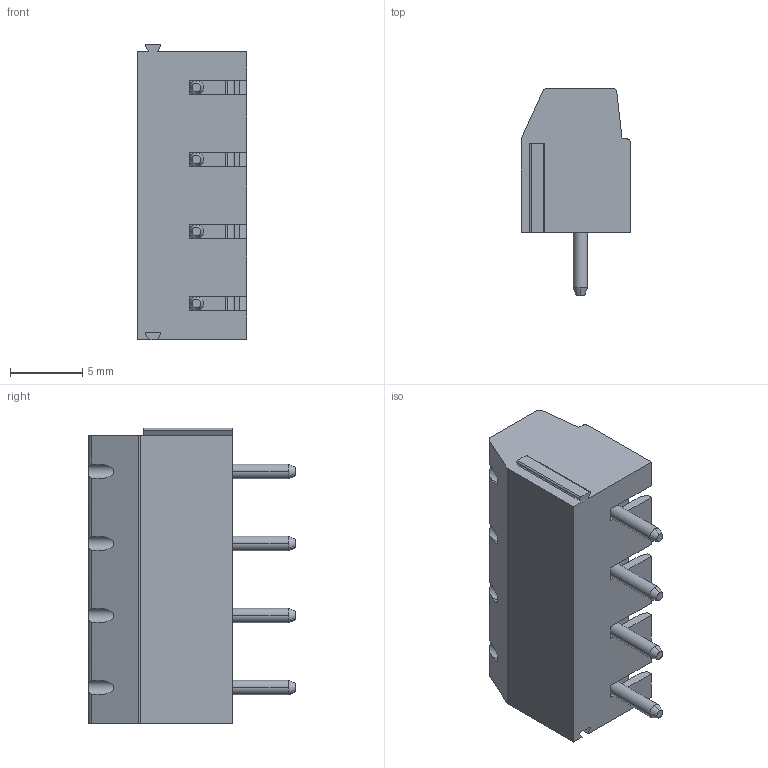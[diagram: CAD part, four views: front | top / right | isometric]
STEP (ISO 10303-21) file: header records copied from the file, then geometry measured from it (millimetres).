
FILE_DESCRIPTION (( 'STEP AP214' ), '1' );
FILE_NAME ('TB002-500-04BE.STEP', '2022-02-15T09:38:40', ( '' ), ( '' ), 'SwSTEP 2.0', 'SolidWorks 2018', '' );
FILE_SCHEMA (( 'AUTOMOTIVE_DESIGN' ));
Length unit declared in the file: millimetre
Products named in the file (2): TB002-500-04BE
Bounding box: 7.6 x 14.35 x 20.5 mm (x, y, z)
Volume: 963.3 mm3; surface area: 2569.3 mm2
Topology: 13 solids, 13 shells, 415 faces, 1055 edges, 670 vertices
Faces by surface type: plane 223, cylinder 132, cone 40, torus 20
Entity records: 17530 total; most frequent: CARTESIAN_POINT 2682, DIRECTION 2123, ORIENTED_EDGE 2110, EDGE_CURVE 1055, AXIS2_PLACEMENT_3D 727, VERTEX_POINT 670, LINE 669, VECTOR 669
